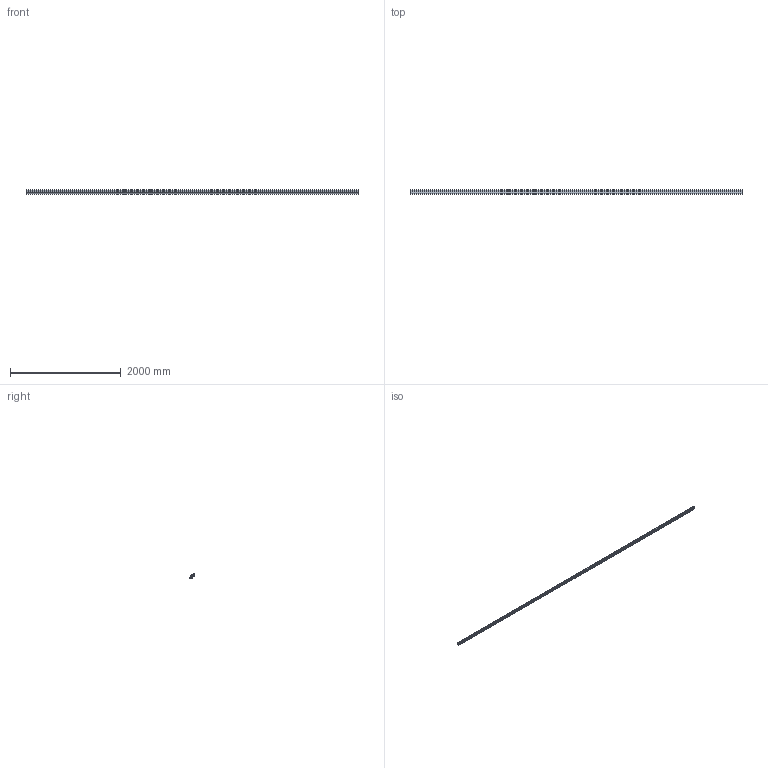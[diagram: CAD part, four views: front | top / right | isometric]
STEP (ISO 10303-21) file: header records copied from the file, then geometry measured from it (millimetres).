
FILE_DESCRIPTION (( 'STEP AP214' ), '1' );
FILE_NAME ('202076 Profil 8 40x40 R40-80 - 90°.STEP', '2019-02-06T12:55:56', ( '' ), ( '' ), 'SwSTEP 2.0', 'SolidWorks 2017', '' );
FILE_SCHEMA (( 'AUTOMOTIVE_DESIGN' ));
Length unit declared in the file: millimetre
Products named in the file (1): 202076 Profil 8 40x40 R40-80 - 90°
Bounding box: 6000 x 79.89 x 79.89 mm (x, y, z)
Volume: 9067201.3 mm3; surface area: 5339927.4 mm2
Topology: 1 solids, 1 shells, 154 faces, 456 edges, 304 vertices
Faces by surface type: cylinder 110, plane 44
Entity records: 5334 total; most frequent: DIRECTION 986, CARTESIAN_POINT 915, ORIENTED_EDGE 912, EDGE_CURVE 456, AXIS2_PLACEMENT_3D 375, VERTEX_POINT 304, LINE 236, VECTOR 236
